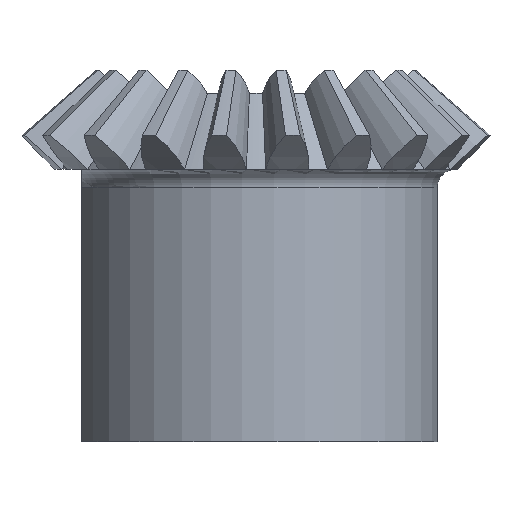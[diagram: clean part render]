
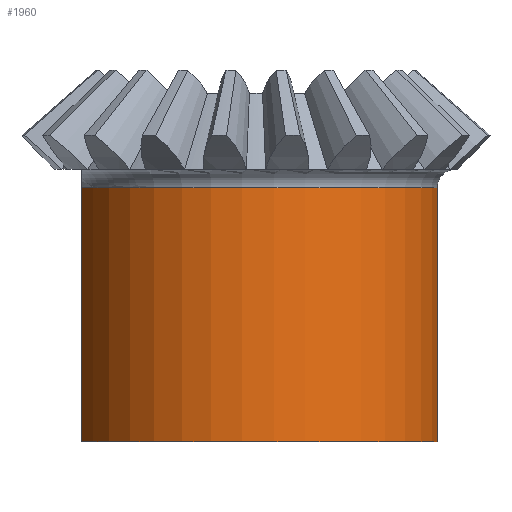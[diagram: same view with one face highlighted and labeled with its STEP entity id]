
A CAD part, front view. The second image highlights one B-rep face of the part: STEP entity #1960.
In plain terms, the highlighted cylindrical face has radius 10 mm (diameter 20 mm), a partial arc.
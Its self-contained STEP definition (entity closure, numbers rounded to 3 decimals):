
#155=FACE_OUTER_BOUND('',#290,.T.);
#290=EDGE_LOOP('',(#1341,#1342,#1343,#1344));
#431=CIRCLE('',#2119,10.);
#433=CIRCLE('',#2122,10.);
#559=LINE('',#2958,#658);
#560=LINE('',#2961,#659);
#658=VECTOR('',#2354,10.);
#659=VECTOR('',#2357,10.);
#844=VERTEX_POINT('',#2931);
#845=VERTEX_POINT('',#2942);
#847=VERTEX_POINT('',#2957);
#848=VERTEX_POINT('',#2959);
#1026=EDGE_CURVE('',#844,#845,#431,.T.);
#1029=EDGE_CURVE('',#844,#847,#559,.T.);
#1030=EDGE_CURVE('',#848,#847,#433,.T.);
#1031=EDGE_CURVE('',#845,#848,#560,.T.);
#1341=ORIENTED_EDGE('',*,*,#1026,.F.);
#1342=ORIENTED_EDGE('',*,*,#1029,.T.);
#1343=ORIENTED_EDGE('',*,*,#1030,.F.);
#1344=ORIENTED_EDGE('',*,*,#1031,.F.);
#1955=CYLINDRICAL_SURFACE('',#2121,10.);
#1960=ADVANCED_FACE('',(#155),#1955,.T.);
#2119=AXIS2_PLACEMENT_3D('',#2943,#2348,#2349);
#2121=AXIS2_PLACEMENT_3D('',#2956,#2352,#2353);
#2122=AXIS2_PLACEMENT_3D('',#2960,#2355,#2356);
#2348=DIRECTION('center_axis',(0.,0.,1.));
#2349=DIRECTION('ref_axis',(1.,0.,0.));
#2352=DIRECTION('center_axis',(0.,0.,-1.));
#2353=DIRECTION('ref_axis',(1.,0.,0.));
#2354=DIRECTION('',(0.,0.,-1.));
#2355=DIRECTION('center_axis',(0.,0.,-1.));
#2356=DIRECTION('ref_axis',(-0.96,0.28,0.));
#2357=DIRECTION('',(0.,0.,-1.));
#2931=CARTESIAN_POINT('',(-21.419,18.176,-74.009));
#2942=CARTESIAN_POINT('',(-21.419,23.776,-74.009));
#2943=CARTESIAN_POINT('Origin',(-11.819,20.976,-74.009));
#2956=CARTESIAN_POINT('Origin',(-11.819,20.976,-73.009));
#2957=CARTESIAN_POINT('',(-21.419,18.176,-88.009));
#2958=CARTESIAN_POINT('',(-21.419,18.176,-73.009));
#2959=CARTESIAN_POINT('',(-21.419,23.776,-88.009));
#2960=CARTESIAN_POINT('Origin',(-11.819,20.976,-88.009));
#2961=CARTESIAN_POINT('',(-21.419,23.776,-73.009));
